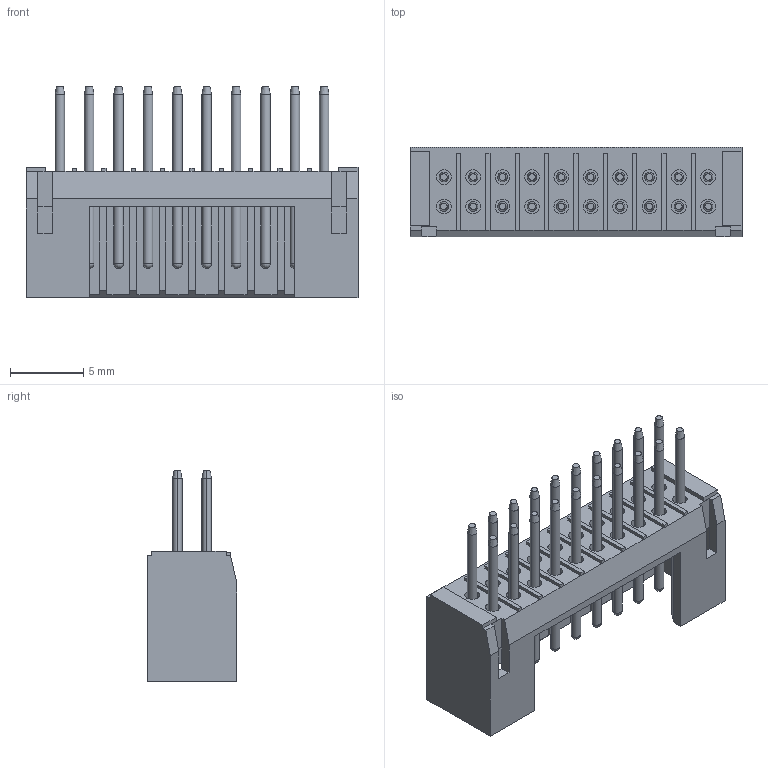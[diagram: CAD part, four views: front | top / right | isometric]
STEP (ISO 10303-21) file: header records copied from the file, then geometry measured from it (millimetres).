
FILE_DESCRIPTION (( 'STEP AP214' ), '1' );
FILE_NAME ('F3JL24-S20SD000-01-REF .STEP', '2026-04-21T06:17:24', ( '' ), ( '' ), 'SwSTEP 2.0', 'SolidWorks 2021', '' );
FILE_SCHEMA (( 'AUTOMOTIVE_DESIGN' ));
Length unit declared in the file: millimetre
Products named in the file (1): F3JL24-S20SD000-01-REF 
Bounding box: 22.6 x 6.1 x 14.4 mm (x, y, z)
Volume: 566.1 mm3; surface area: 1449.9 mm2
Topology: 1 solids, 1 shells, 372 faces, 936 edges, 582 vertices
Faces by surface type: plane 172, cylinder 120, sphere 40, cone 40
Entity records: 10534 total; most frequent: DIRECTION 1922, CARTESIAN_POINT 1771, ORIENTED_EDGE 1712, EDGE_CURVE 856, AXIS2_PLACEMENT_3D 693, VERTEX_POINT 542, LINE 536, VECTOR 536
